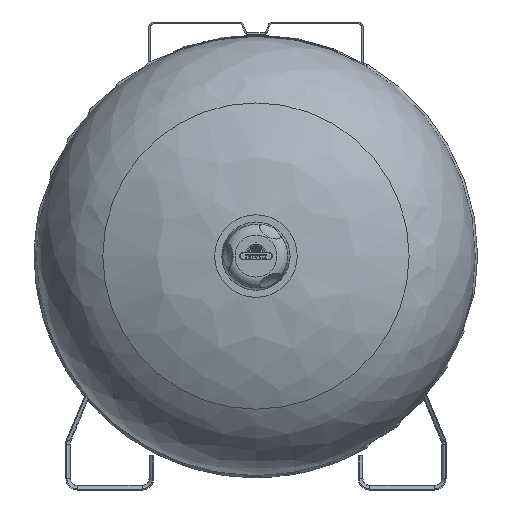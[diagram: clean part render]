
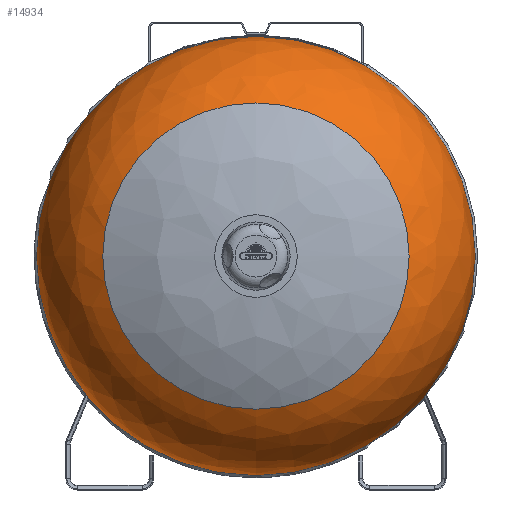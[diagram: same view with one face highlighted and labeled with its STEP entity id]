
A CAD part, left-side view. The second image highlights one B-rep face of the part: STEP entity #14934.
In plain terms, the highlighted free-form (B-spline) face has degree [2, 2] with [3, 9] control points.
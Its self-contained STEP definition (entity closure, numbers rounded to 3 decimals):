
#158=(
BOUNDED_CURVE()
B_SPLINE_CURVE(2,(#22242,#22243,#22244),.UNSPECIFIED.,.F.,.F.)
B_SPLINE_CURVE_WITH_KNOTS((3,3),(0.,1.06),
 .UNSPECIFIED.)
CURVE()
GEOMETRIC_REPRESENTATION_ITEM()
RATIONAL_B_SPLINE_CURVE((1.,0.863,1.))
REPRESENTATION_ITEM('')
);
#199=(
BOUNDED_SURFACE()
B_SPLINE_SURFACE(2,2,((#22212,#22213,#22214,#22215,#22216,#22217,#22218,
#22219,#22220),(#22221,#22222,#22223,#22224,#22225,#22226,#22227,#22228,
#22229),(#22230,#22231,#22232,#22233,#22234,#22235,#22236,#22237,#22238)),
 .UNSPECIFIED.,.F.,.T.,.F.)
B_SPLINE_SURFACE_WITH_KNOTS((3,3),(3,2,2,2,3),(0.,1.06),
(-3.142,-1.571,0.,1.571,3.142),
 .UNSPECIFIED.)
GEOMETRIC_REPRESENTATION_ITEM()
RATIONAL_B_SPLINE_SURFACE(((1.,0.707,1.,0.707,1.,
0.707,1.,0.707,1.),(0.863,0.61,
0.863,0.61,0.863,0.61,
0.863,0.61,0.863),(1.,0.707,
1.,0.707,1.,0.707,1.,0.707,1.)))
REPRESENTATION_ITEM('')
SURFACE()
);
#4385=FACE_OUTER_BOUND('',#5319,.T.);
#5319=EDGE_LOOP('',(#10753,#10754,#10755,#10756,#10757,#10758));
#6376=CIRCLE('',#15953,157.073);
#6377=CIRCLE('',#15954,157.073);
#6378=CIRCLE('',#15955,225.);
#6379=CIRCLE('',#15956,225.);
#7094=VERTEX_POINT('',#22205);
#7095=VERTEX_POINT('',#22206);
#7096=VERTEX_POINT('',#22239);
#7097=VERTEX_POINT('',#22240);
#8492=EDGE_CURVE('',#7094,#7095,#6376,.T.);
#8494=EDGE_CURVE('',#7095,#7094,#6377,.T.);
#8495=EDGE_CURVE('',#7096,#7097,#6378,.T.);
#8496=EDGE_CURVE('',#7097,#7095,#158,.T.);
#8497=EDGE_CURVE('',#7097,#7096,#6379,.T.);
#10753=ORIENTED_EDGE('',*,*,#8495,.T.);
#10754=ORIENTED_EDGE('',*,*,#8496,.T.);
#10755=ORIENTED_EDGE('',*,*,#8492,.F.);
#10756=ORIENTED_EDGE('',*,*,#8494,.F.);
#10757=ORIENTED_EDGE('',*,*,#8496,.F.);
#10758=ORIENTED_EDGE('',*,*,#8497,.T.);
#14934=ADVANCED_FACE('',(#4385),#199,.F.);
#15953=AXIS2_PLACEMENT_3D('',#22207,#17817,#17818);
#15954=AXIS2_PLACEMENT_3D('',#22211,#17819,#17820);
#15955=AXIS2_PLACEMENT_3D('',#22241,#17821,#17822);
#15956=AXIS2_PLACEMENT_3D('',#22245,#17823,#17824);
#17817=DIRECTION('center_axis',(-1.,0.,0.));
#17818=DIRECTION('ref_axis',(0.,-1.,0.));
#17819=DIRECTION('center_axis',(-1.,0.,0.));
#17820=DIRECTION('ref_axis',(0.,-1.,0.));
#17821=DIRECTION('center_axis',(-1.,0.,0.));
#17822=DIRECTION('ref_axis',(0.,-1.,0.));
#17823=DIRECTION('center_axis',(-1.,0.,0.));
#17824=DIRECTION('ref_axis',(0.,-1.,0.));
#22205=CARTESIAN_POINT('',(33707.006,-157.073,1875.386));
#22206=CARTESIAN_POINT('',(33707.006,0.,1718.313));
#22207=CARTESIAN_POINT('Origin',(33707.006,0.,
1875.386));
#22211=CARTESIAN_POINT('Origin',(33707.006,0.,
1875.386));
#22212=CARTESIAN_POINT('Ctrl Pts',(33822.994,0.,
1650.386));
#22213=CARTESIAN_POINT('Ctrl Pts',(33822.994,-225.,1650.386));
#22214=CARTESIAN_POINT('Ctrl Pts',(33822.994,-225.,1875.386));
#22215=CARTESIAN_POINT('Ctrl Pts',(33822.994,-225.,2100.386));
#22216=CARTESIAN_POINT('Ctrl Pts',(33822.994,0.,
2100.386));
#22217=CARTESIAN_POINT('Ctrl Pts',(33822.994,225.,2100.386));
#22218=CARTESIAN_POINT('Ctrl Pts',(33822.994,225.,1875.386));
#22219=CARTESIAN_POINT('Ctrl Pts',(33822.994,225.,1650.386));
#22220=CARTESIAN_POINT('Ctrl Pts',(33822.994,0.,
1650.386));
#22221=CARTESIAN_POINT('Ctrl Pts',(33745.106,0.,
1650.38));
#22222=CARTESIAN_POINT('Ctrl Pts',(33745.106,-225.005,1650.38));
#22223=CARTESIAN_POINT('Ctrl Pts',(33745.106,-225.005,1875.386));
#22224=CARTESIAN_POINT('Ctrl Pts',(33745.106,-225.005,2100.391));
#22225=CARTESIAN_POINT('Ctrl Pts',(33745.106,0.,
2100.391));
#22226=CARTESIAN_POINT('Ctrl Pts',(33745.106,225.005,2100.391));
#22227=CARTESIAN_POINT('Ctrl Pts',(33745.106,225.005,1875.386));
#22228=CARTESIAN_POINT('Ctrl Pts',(33745.106,225.005,1650.38));
#22229=CARTESIAN_POINT('Ctrl Pts',(33745.106,0.,
1650.38));
#22230=CARTESIAN_POINT('Ctrl Pts',(33707.006,0.,
1718.313));
#22231=CARTESIAN_POINT('Ctrl Pts',(33707.006,-157.073,1718.313));
#22232=CARTESIAN_POINT('Ctrl Pts',(33707.006,-157.073,1875.386));
#22233=CARTESIAN_POINT('Ctrl Pts',(33707.006,-157.073,2032.458));
#22234=CARTESIAN_POINT('Ctrl Pts',(33707.006,0.,
2032.458));
#22235=CARTESIAN_POINT('Ctrl Pts',(33707.006,157.073,2032.458));
#22236=CARTESIAN_POINT('Ctrl Pts',(33707.006,157.073,1875.386));
#22237=CARTESIAN_POINT('Ctrl Pts',(33707.006,157.073,1718.313));
#22238=CARTESIAN_POINT('Ctrl Pts',(33707.006,0.,
1718.313));
#22239=CARTESIAN_POINT('',(33822.994,-225.,1875.386));
#22240=CARTESIAN_POINT('',(33822.994,0.,1650.386));
#22241=CARTESIAN_POINT('Origin',(33822.994,0.,1875.386));
#22242=CARTESIAN_POINT('Ctrl Pts',(33822.994,0.,
1650.386));
#22243=CARTESIAN_POINT('Ctrl Pts',(33745.106,0.,
1650.38));
#22244=CARTESIAN_POINT('Ctrl Pts',(33707.006,0.,
1718.313));
#22245=CARTESIAN_POINT('Origin',(33822.994,0.,1875.386));
